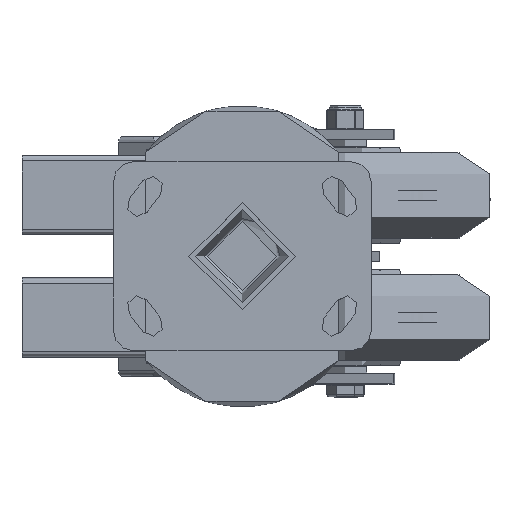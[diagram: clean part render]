
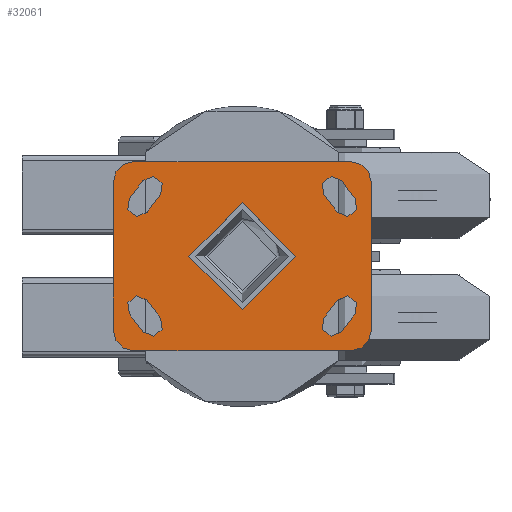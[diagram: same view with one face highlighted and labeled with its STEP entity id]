
A CAD part, top view. The second image highlights one B-rep face of the part: STEP entity #32061.
In plain terms, the highlighted planar face has unit normal (0, 0, 1).
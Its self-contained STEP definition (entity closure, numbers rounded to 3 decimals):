
#2539=FACE_BOUND('',#5861,.T.);
#2540=FACE_BOUND('',#5862,.T.);
#2541=FACE_BOUND('',#5863,.T.);
#2542=FACE_BOUND('',#5864,.T.);
#2543=FACE_BOUND('',#5865,.T.);
#3043=PLANE('',#34633);
#3894=FACE_OUTER_BOUND('',#5860,.T.);
#5860=EDGE_LOOP('',(#22030,#22031,#22032,#22033,#22034,#22035,#22036,#22037));
#5861=EDGE_LOOP('',(#22038));
#5862=EDGE_LOOP('',(#22039,#22040,#22041,#22042));
#5863=EDGE_LOOP('',(#22043,#22044,#22045,#22046));
#5864=EDGE_LOOP('',(#22047,#22048,#22049,#22050));
#5865=EDGE_LOOP('',(#22051,#22052,#22053,#22054));
#8329=LINE('',#45880,#10534);
#8330=LINE('',#45882,#10535);
#8331=LINE('',#45883,#10536);
#8332=LINE('',#45884,#10537);
#8333=LINE('',#45885,#10538);
#8334=LINE('',#45886,#10539);
#8335=LINE('',#45887,#10540);
#8336=LINE('',#45888,#10541);
#8337=LINE('',#45889,#10542);
#8338=LINE('',#45890,#10543);
#8339=LINE('',#45891,#10544);
#8340=LINE('',#45892,#10545);
#10534=VECTOR('',#37727,1000.);
#10535=VECTOR('',#37730,1000.);
#10536=VECTOR('',#37731,1000.);
#10537=VECTOR('',#37732,1000.);
#10538=VECTOR('',#37733,1000.);
#10539=VECTOR('',#37734,1000.);
#10540=VECTOR('',#37735,1000.);
#10541=VECTOR('',#37736,1000.);
#10542=VECTOR('',#37737,1000.);
#10543=VECTOR('',#37738,1000.);
#10544=VECTOR('',#37739,1000.);
#10545=VECTOR('',#37740,1000.);
#12697=CIRCLE('',#34564,6.5);
#12700=CIRCLE('',#34568,6.5);
#12702=CIRCLE('',#34571,6.5);
#12703=CIRCLE('',#34573,6.5);
#12706=CIRCLE('',#34577,6.5);
#12707=CIRCLE('',#34579,6.5);
#12709=CIRCLE('',#34582,6.5);
#12712=CIRCLE('',#34586,6.5);
#12713=CIRCLE('',#34588,12.);
#12715=CIRCLE('',#34591,12.);
#12717=CIRCLE('',#34594,12.);
#12719=CIRCLE('',#34597,12.);
#12728=CIRCLE('',#34610,31.);
#13986=VERTEX_POINT('',#45706);
#13987=VERTEX_POINT('',#45707);
#13992=VERTEX_POINT('',#45718);
#13993=VERTEX_POINT('',#45720);
#13996=VERTEX_POINT('',#45727);
#13997=VERTEX_POINT('',#45729);
#13998=VERTEX_POINT('',#45733);
#13999=VERTEX_POINT('',#45734);
#14004=VERTEX_POINT('',#45745);
#14005=VERTEX_POINT('',#45747);
#14006=VERTEX_POINT('',#45751);
#14007=VERTEX_POINT('',#45752);
#14010=VERTEX_POINT('',#45760);
#14011=VERTEX_POINT('',#45761);
#14016=VERTEX_POINT('',#45772);
#14017=VERTEX_POINT('',#45774);
#14018=VERTEX_POINT('',#45778);
#14019=VERTEX_POINT('',#45779);
#14022=VERTEX_POINT('',#45787);
#14023=VERTEX_POINT('',#45788);
#14026=VERTEX_POINT('',#45796);
#14027=VERTEX_POINT('',#45797);
#14030=VERTEX_POINT('',#45805);
#14031=VERTEX_POINT('',#45806);
#14040=VERTEX_POINT('',#45832);
#17130=EDGE_CURVE('',#13986,#13987,#12697,.T.);
#17136=EDGE_CURVE('',#13993,#13992,#12700,.T.);
#17140=EDGE_CURVE('',#13997,#13996,#12702,.T.);
#17142=EDGE_CURVE('',#13998,#13999,#12703,.T.);
#17148=EDGE_CURVE('',#14005,#14004,#12706,.T.);
#17150=EDGE_CURVE('',#14006,#14007,#12707,.T.);
#17154=EDGE_CURVE('',#14010,#14011,#12709,.T.);
#17160=EDGE_CURVE('',#14017,#14016,#12712,.T.);
#17162=EDGE_CURVE('',#14018,#14019,#12713,.T.);
#17166=EDGE_CURVE('',#14022,#14023,#12715,.T.);
#17170=EDGE_CURVE('',#14026,#14027,#12717,.T.);
#17174=EDGE_CURVE('',#14030,#14031,#12719,.T.);
#17188=EDGE_CURVE('',#14040,#14040,#12728,.T.);
#17214=EDGE_CURVE('',#14023,#14030,#8329,.T.);
#17215=EDGE_CURVE('',#14019,#14022,#8330,.T.);
#17216=EDGE_CURVE('',#14027,#14018,#8331,.T.);
#17217=EDGE_CURVE('',#14031,#14026,#8332,.T.);
#17218=EDGE_CURVE('',#14011,#14017,#8333,.T.);
#17219=EDGE_CURVE('',#14016,#14010,#8334,.T.);
#17220=EDGE_CURVE('',#14004,#14006,#8335,.T.);
#17221=EDGE_CURVE('',#14007,#14005,#8336,.T.);
#17222=EDGE_CURVE('',#13996,#13998,#8337,.T.);
#17223=EDGE_CURVE('',#13999,#13997,#8338,.T.);
#17224=EDGE_CURVE('',#13987,#13993,#8339,.T.);
#17225=EDGE_CURVE('',#13992,#13986,#8340,.T.);
#22030=ORIENTED_EDGE('',*,*,#17174,.F.);
#22031=ORIENTED_EDGE('',*,*,#17214,.F.);
#22032=ORIENTED_EDGE('',*,*,#17166,.F.);
#22033=ORIENTED_EDGE('',*,*,#17215,.F.);
#22034=ORIENTED_EDGE('',*,*,#17162,.F.);
#22035=ORIENTED_EDGE('',*,*,#17216,.F.);
#22036=ORIENTED_EDGE('',*,*,#17170,.F.);
#22037=ORIENTED_EDGE('',*,*,#17217,.F.);
#22038=ORIENTED_EDGE('',*,*,#17188,.F.);
#22039=ORIENTED_EDGE('',*,*,#17218,.T.);
#22040=ORIENTED_EDGE('',*,*,#17160,.T.);
#22041=ORIENTED_EDGE('',*,*,#17219,.T.);
#22042=ORIENTED_EDGE('',*,*,#17154,.T.);
#22043=ORIENTED_EDGE('',*,*,#17220,.T.);
#22044=ORIENTED_EDGE('',*,*,#17150,.T.);
#22045=ORIENTED_EDGE('',*,*,#17221,.T.);
#22046=ORIENTED_EDGE('',*,*,#17148,.T.);
#22047=ORIENTED_EDGE('',*,*,#17222,.T.);
#22048=ORIENTED_EDGE('',*,*,#17142,.T.);
#22049=ORIENTED_EDGE('',*,*,#17223,.T.);
#22050=ORIENTED_EDGE('',*,*,#17140,.T.);
#22051=ORIENTED_EDGE('',*,*,#17224,.T.);
#22052=ORIENTED_EDGE('',*,*,#17136,.T.);
#22053=ORIENTED_EDGE('',*,*,#17225,.T.);
#22054=ORIENTED_EDGE('',*,*,#17130,.T.);
#32061=ADVANCED_FACE('',(#3894,#2539,#2540,#2541,#2542,#2543),#3043,.T.);
#34564=AXIS2_PLACEMENT_3D('',#45708,#37547,#37548);
#34568=AXIS2_PLACEMENT_3D('',#45721,#37558,#37559);
#34571=AXIS2_PLACEMENT_3D('',#45730,#37566,#37567);
#34573=AXIS2_PLACEMENT_3D('',#45735,#37571,#37572);
#34577=AXIS2_PLACEMENT_3D('',#45748,#37582,#37583);
#34579=AXIS2_PLACEMENT_3D('',#45753,#37587,#37588);
#34582=AXIS2_PLACEMENT_3D('',#45762,#37595,#37596);
#34586=AXIS2_PLACEMENT_3D('',#45775,#37606,#37607);
#34588=AXIS2_PLACEMENT_3D('',#45780,#37611,#37612);
#34591=AXIS2_PLACEMENT_3D('',#45789,#37619,#37620);
#34594=AXIS2_PLACEMENT_3D('',#45798,#37627,#37628);
#34597=AXIS2_PLACEMENT_3D('',#45807,#37635,#37636);
#34610=AXIS2_PLACEMENT_3D('',#45834,#37666,#37667);
#34633=AXIS2_PLACEMENT_3D('',#45881,#37728,#37729);
#37547=DIRECTION('center_axis',(0.,0.,-1.));
#37548=DIRECTION('ref_axis',(-1.,0.,0.));
#37558=DIRECTION('center_axis',(0.,0.,-1.));
#37559=DIRECTION('ref_axis',(-1.,0.,0.));
#37566=DIRECTION('center_axis',(0.,0.,-1.));
#37567=DIRECTION('ref_axis',(-1.,0.,0.));
#37571=DIRECTION('center_axis',(0.,0.,-1.));
#37572=DIRECTION('ref_axis',(-1.,0.,0.));
#37582=DIRECTION('center_axis',(0.,0.,-1.));
#37583=DIRECTION('ref_axis',(1.,0.,0.));
#37587=DIRECTION('center_axis',(0.,0.,-1.));
#37588=DIRECTION('ref_axis',(1.,0.,0.));
#37595=DIRECTION('center_axis',(0.,0.,-1.));
#37596=DIRECTION('ref_axis',(1.,0.,0.));
#37606=DIRECTION('center_axis',(0.,0.,-1.));
#37607=DIRECTION('ref_axis',(1.,0.,0.));
#37611=DIRECTION('center_axis',(0.,0.,-1.));
#37612=DIRECTION('ref_axis',(-0.707,0.707,0.));
#37619=DIRECTION('center_axis',(0.,0.,-1.));
#37620=DIRECTION('ref_axis',(0.707,0.707,0.));
#37627=DIRECTION('center_axis',(0.,0.,-1.));
#37628=DIRECTION('ref_axis',(-0.707,-0.707,0.));
#37635=DIRECTION('center_axis',(0.,0.,-1.));
#37636=DIRECTION('ref_axis',(0.707,-0.707,0.));
#37666=DIRECTION('center_axis',(0.,0.,1.));
#37667=DIRECTION('ref_axis',(1.,0.,0.));
#37727=DIRECTION('',(0.,-1.,0.));
#37728=DIRECTION('center_axis',(0.,0.,1.));
#37729=DIRECTION('ref_axis',(1.,0.,0.));
#37730=DIRECTION('',(1.,0.,0.));
#37731=DIRECTION('',(0.,1.,0.));
#37732=DIRECTION('',(-1.,0.,0.));
#37733=DIRECTION('',(-0.795,-0.606,0.));
#37734=DIRECTION('',(0.795,0.606,0.));
#37735=DIRECTION('',(0.795,-0.606,0.));
#37736=DIRECTION('',(-0.795,0.606,0.));
#37737=DIRECTION('',(-0.795,0.606,0.));
#37738=DIRECTION('',(0.795,-0.606,0.));
#37739=DIRECTION('',(0.795,0.606,0.));
#37740=DIRECTION('',(-0.795,-0.606,0.));
#45706=CARTESIAN_POINT('',(33.5,-65.623,0.));
#45707=CARTESIAN_POINT('',(25.622,-55.284,0.));
#45708=CARTESIAN_POINT('Origin',(29.5,-60.5,0.));
#45718=CARTESIAN_POINT('',(43.878,-57.716,0.));
#45720=CARTESIAN_POINT('',(36.,-47.377,0.));
#45721=CARTESIAN_POINT('Origin',(40.,-52.5,0.));
#45727=CARTESIAN_POINT('',(36.,47.377,0.));
#45729=CARTESIAN_POINT('',(43.878,57.716,0.));
#45730=CARTESIAN_POINT('Origin',(40.,52.5,0.));
#45733=CARTESIAN_POINT('',(25.622,55.284,0.));
#45734=CARTESIAN_POINT('',(33.5,65.623,0.));
#45735=CARTESIAN_POINT('Origin',(29.5,60.5,0.));
#45745=CARTESIAN_POINT('',(-36.,-47.377,0.));
#45747=CARTESIAN_POINT('',(-43.878,-57.716,0.));
#45748=CARTESIAN_POINT('Origin',(-40.,-52.5,0.));
#45751=CARTESIAN_POINT('',(-25.622,-55.284,0.));
#45752=CARTESIAN_POINT('',(-33.5,-65.623,0.));
#45753=CARTESIAN_POINT('Origin',(-29.5,-60.5,0.));
#45760=CARTESIAN_POINT('',(-33.5,65.623,0.));
#45761=CARTESIAN_POINT('',(-25.622,55.284,0.));
#45762=CARTESIAN_POINT('Origin',(-29.5,60.5,0.));
#45772=CARTESIAN_POINT('',(-43.878,57.716,0.));
#45774=CARTESIAN_POINT('',(-36.,47.377,0.));
#45775=CARTESIAN_POINT('Origin',(-40.,52.5,0.));
#45778=CARTESIAN_POINT('',(-55.,63.,0.));
#45779=CARTESIAN_POINT('',(-43.,75.,0.));
#45780=CARTESIAN_POINT('Origin',(-43.,63.,0.));
#45787=CARTESIAN_POINT('',(43.,75.,0.));
#45788=CARTESIAN_POINT('',(55.,63.,0.));
#45789=CARTESIAN_POINT('Origin',(43.,63.,0.));
#45796=CARTESIAN_POINT('',(-43.,-75.,0.));
#45797=CARTESIAN_POINT('',(-55.,-63.,0.));
#45798=CARTESIAN_POINT('Origin',(-43.,-63.,0.));
#45805=CARTESIAN_POINT('',(55.,-63.,0.));
#45806=CARTESIAN_POINT('',(43.,-75.,0.));
#45807=CARTESIAN_POINT('Origin',(43.,-63.,0.));
#45832=CARTESIAN_POINT('',(-31.,0.,0.));
#45834=CARTESIAN_POINT('Origin',(0.,0.,0.));
#45880=CARTESIAN_POINT('',(55.,75.,0.));
#45881=CARTESIAN_POINT('Origin',(0.,0.,0.));
#45882=CARTESIAN_POINT('',(-55.,75.,0.));
#45883=CARTESIAN_POINT('',(-55.,-75.,0.));
#45884=CARTESIAN_POINT('',(55.,-75.,0.));
#45885=CARTESIAN_POINT('',(-29.5,52.329,0.));
#45886=CARTESIAN_POINT('',(-43.878,57.716,0.));
#45887=CARTESIAN_POINT('',(-29.275,-52.5,0.));
#45888=CARTESIAN_POINT('',(-43.878,-57.716,0.));
#45889=CARTESIAN_POINT('',(29.275,52.5,0.));
#45890=CARTESIAN_POINT('',(43.878,57.716,0.));
#45891=CARTESIAN_POINT('',(29.5,-52.329,0.));
#45892=CARTESIAN_POINT('',(43.878,-57.716,0.));
